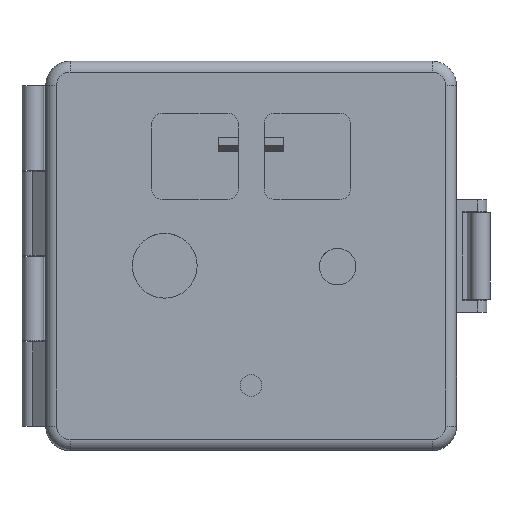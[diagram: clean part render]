
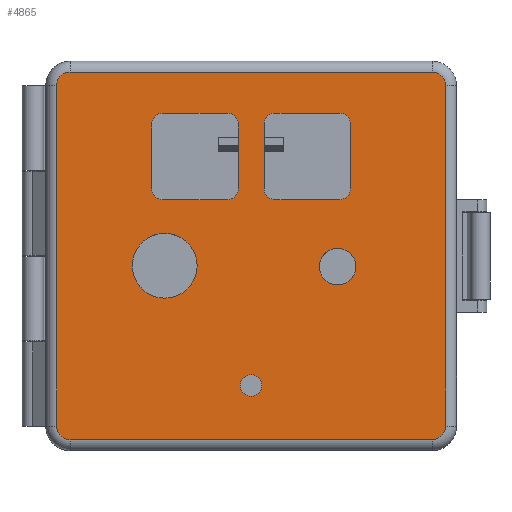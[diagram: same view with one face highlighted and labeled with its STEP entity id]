
A CAD part, top view. The second image highlights one B-rep face of the part: STEP entity #4865.
In plain terms, the highlighted planar face has unit normal (0, 0, 1).
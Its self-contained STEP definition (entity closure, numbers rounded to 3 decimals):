
#59=FACE_BOUND('',#899,.T.);
#60=FACE_BOUND('',#900,.T.);
#61=FACE_BOUND('',#901,.T.);
#62=FACE_BOUND('',#902,.T.);
#63=FACE_BOUND('',#903,.T.);
#194=CIRCLE('',#5234,3.125);
#198=CIRCLE('',#5240,3.125);
#202=CIRCLE('',#5246,3.125);
#205=CIRCLE('',#5251,3.125);
#210=CIRCLE('',#5261,2.5);
#211=CIRCLE('',#5262,7.5);
#212=CIRCLE('',#5263,4.25);
#213=CIRCLE('',#5264,2.5);
#214=CIRCLE('',#5265,2.5);
#215=CIRCLE('',#5266,2.5);
#216=CIRCLE('',#5267,2.5);
#217=CIRCLE('',#5268,2.5);
#218=CIRCLE('',#5269,2.5);
#219=CIRCLE('',#5270,2.5);
#220=CIRCLE('',#5271,2.5);
#594=FACE_OUTER_BOUND('',#898,.T.);
#898=EDGE_LOOP('',(#3815,#3816,#3817,#3818,#3819,#3820,#3821,#3822));
#899=EDGE_LOOP('',(#3823));
#900=EDGE_LOOP('',(#3824));
#901=EDGE_LOOP('',(#3825));
#902=EDGE_LOOP('',(#3826,#3827,#3828,#3829,#3830,#3831,#3832,#3833));
#903=EDGE_LOOP('',(#3834,#3835,#3836,#3837,#3838,#3839,#3840,#3841));
#1336=LINE('',#7727,#1787);
#1337=LINE('',#7738,#1788);
#1339=LINE('',#7750,#1790);
#1341=LINE('',#7762,#1792);
#1359=LINE('',#7813,#1810);
#1360=LINE('',#7817,#1811);
#1361=LINE('',#7821,#1812);
#1362=LINE('',#7825,#1813);
#1363=LINE('',#7829,#1814);
#1364=LINE('',#7833,#1815);
#1365=LINE('',#7837,#1816);
#1366=LINE('',#7841,#1817);
#1787=VECTOR('',#6190,10.);
#1788=VECTOR('',#6203,10.);
#1790=VECTOR('',#6217,10.);
#1792=VECTOR('',#6231,10.);
#1810=VECTOR('',#6277,10.);
#1811=VECTOR('',#6280,10.);
#1812=VECTOR('',#6283,10.);
#1813=VECTOR('',#6286,10.);
#1814=VECTOR('',#6289,10.);
#1815=VECTOR('',#6292,10.);
#1816=VECTOR('',#6295,10.);
#1817=VECTOR('',#6298,10.);
#2218=VERTEX_POINT('',#7720);
#2221=VERTEX_POINT('',#7725);
#2223=VERTEX_POINT('',#7730);
#2225=VERTEX_POINT('',#7736);
#2227=VERTEX_POINT('',#7742);
#2229=VERTEX_POINT('',#7748);
#2231=VERTEX_POINT('',#7754);
#2233=VERTEX_POINT('',#7760);
#2248=VERTEX_POINT('',#7805);
#2249=VERTEX_POINT('',#7807);
#2250=VERTEX_POINT('',#7809);
#2251=VERTEX_POINT('',#7811);
#2252=VERTEX_POINT('',#7812);
#2253=VERTEX_POINT('',#7814);
#2254=VERTEX_POINT('',#7816);
#2255=VERTEX_POINT('',#7818);
#2256=VERTEX_POINT('',#7820);
#2257=VERTEX_POINT('',#7822);
#2258=VERTEX_POINT('',#7824);
#2259=VERTEX_POINT('',#7827);
#2260=VERTEX_POINT('',#7828);
#2261=VERTEX_POINT('',#7830);
#2262=VERTEX_POINT('',#7832);
#2263=VERTEX_POINT('',#7834);
#2264=VERTEX_POINT('',#7836);
#2265=VERTEX_POINT('',#7838);
#2266=VERTEX_POINT('',#7840);
#2778=EDGE_CURVE('',#2221,#2218,#1336,.T.);
#2780=EDGE_CURVE('',#2223,#2221,#194,.T.);
#2783=EDGE_CURVE('',#2225,#2223,#1337,.T.);
#2786=EDGE_CURVE('',#2227,#2225,#198,.T.);
#2789=EDGE_CURVE('',#2229,#2227,#1339,.T.);
#2792=EDGE_CURVE('',#2231,#2229,#202,.T.);
#2795=EDGE_CURVE('',#2233,#2231,#1341,.T.);
#2797=EDGE_CURVE('',#2218,#2233,#205,.T.);
#2818=EDGE_CURVE('',#2248,#2248,#210,.T.);
#2819=EDGE_CURVE('',#2249,#2249,#211,.T.);
#2820=EDGE_CURVE('',#2250,#2250,#212,.T.);
#2821=EDGE_CURVE('',#2251,#2252,#1359,.T.);
#2822=EDGE_CURVE('',#2252,#2253,#213,.T.);
#2823=EDGE_CURVE('',#2253,#2254,#1360,.T.);
#2824=EDGE_CURVE('',#2254,#2255,#214,.T.);
#2825=EDGE_CURVE('',#2255,#2256,#1361,.T.);
#2826=EDGE_CURVE('',#2256,#2257,#215,.T.);
#2827=EDGE_CURVE('',#2257,#2258,#1362,.T.);
#2828=EDGE_CURVE('',#2258,#2251,#216,.T.);
#2829=EDGE_CURVE('',#2259,#2260,#1363,.T.);
#2830=EDGE_CURVE('',#2260,#2261,#217,.T.);
#2831=EDGE_CURVE('',#2261,#2262,#1364,.T.);
#2832=EDGE_CURVE('',#2262,#2263,#218,.T.);
#2833=EDGE_CURVE('',#2263,#2264,#1365,.T.);
#2834=EDGE_CURVE('',#2264,#2265,#219,.T.);
#2835=EDGE_CURVE('',#2265,#2266,#1366,.T.);
#2836=EDGE_CURVE('',#2266,#2259,#220,.T.);
#3815=ORIENTED_EDGE('',*,*,#2778,.F.);
#3816=ORIENTED_EDGE('',*,*,#2780,.F.);
#3817=ORIENTED_EDGE('',*,*,#2783,.F.);
#3818=ORIENTED_EDGE('',*,*,#2786,.F.);
#3819=ORIENTED_EDGE('',*,*,#2789,.F.);
#3820=ORIENTED_EDGE('',*,*,#2792,.F.);
#3821=ORIENTED_EDGE('',*,*,#2795,.F.);
#3822=ORIENTED_EDGE('',*,*,#2797,.F.);
#3823=ORIENTED_EDGE('',*,*,#2818,.T.);
#3824=ORIENTED_EDGE('',*,*,#2819,.T.);
#3825=ORIENTED_EDGE('',*,*,#2820,.T.);
#3826=ORIENTED_EDGE('',*,*,#2821,.T.);
#3827=ORIENTED_EDGE('',*,*,#2822,.T.);
#3828=ORIENTED_EDGE('',*,*,#2823,.T.);
#3829=ORIENTED_EDGE('',*,*,#2824,.T.);
#3830=ORIENTED_EDGE('',*,*,#2825,.T.);
#3831=ORIENTED_EDGE('',*,*,#2826,.T.);
#3832=ORIENTED_EDGE('',*,*,#2827,.T.);
#3833=ORIENTED_EDGE('',*,*,#2828,.T.);
#3834=ORIENTED_EDGE('',*,*,#2829,.T.);
#3835=ORIENTED_EDGE('',*,*,#2830,.T.);
#3836=ORIENTED_EDGE('',*,*,#2831,.T.);
#3837=ORIENTED_EDGE('',*,*,#2832,.T.);
#3838=ORIENTED_EDGE('',*,*,#2833,.T.);
#3839=ORIENTED_EDGE('',*,*,#2834,.T.);
#3840=ORIENTED_EDGE('',*,*,#2835,.T.);
#3841=ORIENTED_EDGE('',*,*,#2836,.T.);
#4658=PLANE('',#5260);
#4865=ADVANCED_FACE('',(#594,#59,#60,#61,#62,#63),#4658,.T.);
#5234=AXIS2_PLACEMENT_3D('',#7732,#6195,#6196);
#5240=AXIS2_PLACEMENT_3D('',#7744,#6209,#6210);
#5246=AXIS2_PLACEMENT_3D('',#7756,#6223,#6224);
#5251=AXIS2_PLACEMENT_3D('',#7765,#6235,#6236);
#5260=AXIS2_PLACEMENT_3D('',#7804,#6269,#6270);
#5261=AXIS2_PLACEMENT_3D('',#7806,#6271,#6272);
#5262=AXIS2_PLACEMENT_3D('',#7808,#6273,#6274);
#5263=AXIS2_PLACEMENT_3D('',#7810,#6275,#6276);
#5264=AXIS2_PLACEMENT_3D('',#7815,#6278,#6279);
#5265=AXIS2_PLACEMENT_3D('',#7819,#6281,#6282);
#5266=AXIS2_PLACEMENT_3D('',#7823,#6284,#6285);
#5267=AXIS2_PLACEMENT_3D('',#7826,#6287,#6288);
#5268=AXIS2_PLACEMENT_3D('',#7831,#6290,#6291);
#5269=AXIS2_PLACEMENT_3D('',#7835,#6293,#6294);
#5270=AXIS2_PLACEMENT_3D('',#7839,#6296,#6297);
#5271=AXIS2_PLACEMENT_3D('',#7842,#6299,#6300);
#6190=DIRECTION('',(0.,1.,0.));
#6195=DIRECTION('center_axis',(0.,0.,-1.));
#6196=DIRECTION('ref_axis',(-0.707,-0.707,0.));
#6203=DIRECTION('',(-1.,0.,0.));
#6209=DIRECTION('center_axis',(0.,0.,-1.));
#6210=DIRECTION('ref_axis',(0.707,-0.707,0.));
#6217=DIRECTION('',(0.,-1.,0.));
#6223=DIRECTION('center_axis',(0.,0.,-1.));
#6224=DIRECTION('ref_axis',(0.707,0.707,0.));
#6231=DIRECTION('',(1.,0.,0.));
#6235=DIRECTION('center_axis',(0.,0.,-1.));
#6236=DIRECTION('ref_axis',(-0.707,0.707,0.));
#6269=DIRECTION('center_axis',(0.,0.,1.));
#6270=DIRECTION('ref_axis',(1.,0.,0.));
#6271=DIRECTION('center_axis',(0.,0.,-1.));
#6272=DIRECTION('ref_axis',(1.,0.,0.));
#6273=DIRECTION('center_axis',(0.,0.,-1.));
#6274=DIRECTION('ref_axis',(1.,0.,0.));
#6275=DIRECTION('center_axis',(0.,0.,-1.));
#6276=DIRECTION('ref_axis',(1.,0.,0.));
#6277=DIRECTION('',(0.,-1.,0.));
#6278=DIRECTION('center_axis',(0.,0.,-1.));
#6279=DIRECTION('ref_axis',(0.,-1.,0.));
#6280=DIRECTION('',(-1.,0.,0.));
#6281=DIRECTION('center_axis',(0.,0.,-1.));
#6282=DIRECTION('ref_axis',(-1.,0.,0.));
#6283=DIRECTION('',(0.,1.,0.));
#6284=DIRECTION('center_axis',(0.,0.,-1.));
#6285=DIRECTION('ref_axis',(0.,1.,0.));
#6286=DIRECTION('',(1.,0.,0.));
#6287=DIRECTION('center_axis',(0.,0.,-1.));
#6288=DIRECTION('ref_axis',(1.,0.,0.));
#6289=DIRECTION('',(0.,-1.,0.));
#6290=DIRECTION('center_axis',(0.,0.,-1.));
#6291=DIRECTION('ref_axis',(0.,-1.,0.));
#6292=DIRECTION('',(-1.,0.,0.));
#6293=DIRECTION('center_axis',(0.,0.,-1.));
#6294=DIRECTION('ref_axis',(-1.,0.,0.));
#6295=DIRECTION('',(0.,1.,0.));
#6296=DIRECTION('center_axis',(0.,0.,-1.));
#6297=DIRECTION('ref_axis',(0.,1.,0.));
#6298=DIRECTION('',(1.,0.,0.));
#6299=DIRECTION('center_axis',(0.,0.,-1.));
#6300=DIRECTION('ref_axis',(1.,0.,0.));
#7720=CARTESIAN_POINT('',(-45.,49.375,22.));
#7725=CARTESIAN_POINT('',(-45.,-29.375,22.));
#7727=CARTESIAN_POINT('',(-45.,29.688,22.));
#7730=CARTESIAN_POINT('',(-41.875,-32.5,22.));
#7732=CARTESIAN_POINT('Origin',(-41.875,-29.375,22.));
#7736=CARTESIAN_POINT('',(41.875,-32.5,22.));
#7738=CARTESIAN_POINT('',(-20.938,-32.5,22.));
#7742=CARTESIAN_POINT('',(45.,-29.375,22.));
#7744=CARTESIAN_POINT('Origin',(41.875,-29.375,22.));
#7748=CARTESIAN_POINT('',(45.,49.375,22.));
#7750=CARTESIAN_POINT('',(45.,-9.688,22.));
#7754=CARTESIAN_POINT('',(41.875,52.5,22.));
#7756=CARTESIAN_POINT('Origin',(41.875,49.375,22.));
#7760=CARTESIAN_POINT('',(-41.875,52.5,22.));
#7762=CARTESIAN_POINT('',(20.938,52.5,22.));
#7765=CARTESIAN_POINT('Origin',(-41.875,49.375,22.));
#7804=CARTESIAN_POINT('Origin',(0.,10.,22.));
#7805=CARTESIAN_POINT('',(-2.5,-20.,22.));
#7806=CARTESIAN_POINT('Origin',(0.,-20.,22.));
#7807=CARTESIAN_POINT('',(-27.5,7.7,22.));
#7808=CARTESIAN_POINT('Origin',(-20.,7.7,22.));
#7809=CARTESIAN_POINT('',(15.75,7.5,22.));
#7810=CARTESIAN_POINT('Origin',(20.,7.5,22.));
#7811=CARTESIAN_POINT('',(-3.,40.5,22.));
#7812=CARTESIAN_POINT('',(-3.,25.5,22.));
#7813=CARTESIAN_POINT('',(-3.,25.25,22.));
#7814=CARTESIAN_POINT('',(-5.5,23.,22.));
#7815=CARTESIAN_POINT('Origin',(-5.5,25.5,22.));
#7816=CARTESIAN_POINT('',(-20.5,23.,22.));
#7817=CARTESIAN_POINT('',(-2.75,23.,22.));
#7818=CARTESIAN_POINT('',(-23.,25.5,22.));
#7819=CARTESIAN_POINT('Origin',(-20.5,25.5,22.));
#7820=CARTESIAN_POINT('',(-23.,40.5,22.));
#7821=CARTESIAN_POINT('',(-23.,17.75,22.));
#7822=CARTESIAN_POINT('',(-20.5,43.,22.));
#7823=CARTESIAN_POINT('Origin',(-20.5,40.5,22.));
#7824=CARTESIAN_POINT('',(-5.5,43.,22.));
#7825=CARTESIAN_POINT('',(-10.25,43.,22.));
#7826=CARTESIAN_POINT('Origin',(-5.5,40.5,22.));
#7827=CARTESIAN_POINT('',(23.,40.5,22.));
#7828=CARTESIAN_POINT('',(23.,25.5,22.));
#7829=CARTESIAN_POINT('',(23.,25.25,22.));
#7830=CARTESIAN_POINT('',(20.5,23.,22.));
#7831=CARTESIAN_POINT('Origin',(20.5,25.5,22.));
#7832=CARTESIAN_POINT('',(5.5,23.,22.));
#7833=CARTESIAN_POINT('',(10.25,23.,22.));
#7834=CARTESIAN_POINT('',(3.,25.5,22.));
#7835=CARTESIAN_POINT('Origin',(5.5,25.5,22.));
#7836=CARTESIAN_POINT('',(3.,40.5,22.));
#7837=CARTESIAN_POINT('',(3.,17.75,22.));
#7838=CARTESIAN_POINT('',(5.5,43.,22.));
#7839=CARTESIAN_POINT('Origin',(5.5,40.5,22.));
#7840=CARTESIAN_POINT('',(20.5,43.,22.));
#7841=CARTESIAN_POINT('',(2.75,43.,22.));
#7842=CARTESIAN_POINT('Origin',(20.5,40.5,22.));
